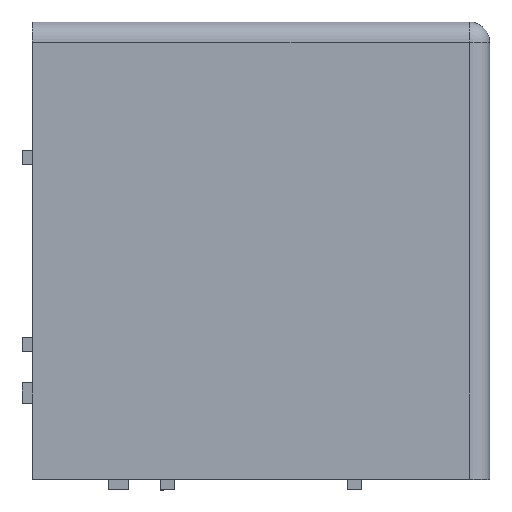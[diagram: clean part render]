
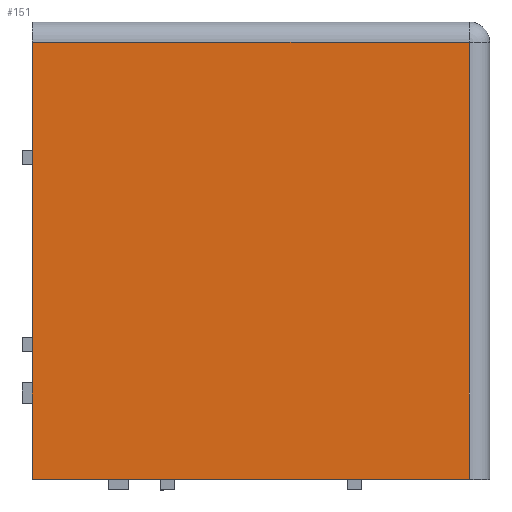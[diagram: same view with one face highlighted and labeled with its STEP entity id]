
A CAD part, top view. The second image highlights one B-rep face of the part: STEP entity #151.
In plain terms, the highlighted planar face has unit normal (0, 0, 1).
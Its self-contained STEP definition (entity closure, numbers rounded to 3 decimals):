
#151 = ADVANCED_FACE ( 'NONE', ( #6782 ), #706, .F. ) ;
#704 = CARTESIAN_POINT ( 'NONE',  ( 19.996, 26.032, 24.5 ) ) ;
#706 = PLANE ( 'NONE',  #3518 ) ;
#709 = DIRECTION ( 'NONE',  ( 0., 0., -1. ) ) ;
#710 = DIRECTION ( 'NONE',  ( 0., -1., 0. ) ) ;
#2532 = EDGE_CURVE ( 'NONE', #8699, #8695, #5179, .T. ) ;
#2536 = EDGE_CURVE ( 'NONE', #8695, #8494, #5186, .T. ) ;
#2537 = EDGE_CURVE ( 'NONE', #8494, #8714, #5187, .T. ) ;
#2538 = EDGE_CURVE ( 'NONE', #8699, #8714, #5189, .T. ) ;
#3518 = AXIS2_PLACEMENT_3D ( 'NONE', #704, #709, #710 ) ;
#4541 = CARTESIAN_POINT ( 'NONE',  ( 19.996, -18.968, 24.5 ) ) ;
#4542 = DIRECTION ( 'NONE',  ( 1., 0., 0. ) ) ;
#4548 = DIRECTION ( 'NONE',  ( 0., 1., 0. ) ) ;
#4553 = CARTESIAN_POINT ( 'NONE',  ( 20.996, 26.032, 24.5 ) ) ;
#4562 = CARTESIAN_POINT ( 'NONE',  ( 19.996, 24.032, 24.5 ) ) ;
#4563 = DIRECTION ( 'NONE',  ( -1., 0., 0. ) ) ;
#4564 = CARTESIAN_POINT ( 'NONE',  ( -22.004, 26.032, 24.5 ) ) ;
#4565 = DIRECTION ( 'NONE',  ( 0., 1., 0. ) ) ;
#5179 = LINE ( 'NONE', #4541, #5181 ) ;
#5181 = VECTOR ( 'NONE', #4542, 1000. ) ;
#5186 = LINE ( 'NONE', #4553, #5188 ) ;
#5187 = LINE ( 'NONE', #4562, #5190 ) ;
#5188 = VECTOR ( 'NONE', #4548, 1000. ) ;
#5189 = LINE ( 'NONE', #4564, #5192 ) ;
#5190 = VECTOR ( 'NONE', #4563, 1000. ) ;
#5192 = VECTOR ( 'NONE', #4565, 1000. ) ;
#6456 = CARTESIAN_POINT ( 'NONE',  ( 20.996, 24.032, 24.5 ) ) ;
#6782 = FACE_OUTER_BOUND ( 'NONE', #8230, .T. ) ;
#7975 = ORIENTED_EDGE ( 'NONE', *, *, #2532, .T. ) ;
#7976 = ORIENTED_EDGE ( 'NONE', *, *, #2536, .T. ) ;
#7977 = ORIENTED_EDGE ( 'NONE', *, *, #2537, .T. ) ;
#7978 = ORIENTED_EDGE ( 'NONE', *, *, #2538, .F. ) ;
#8230 = EDGE_LOOP ( 'NONE', ( #7975, #7976, #7977, #7978 ) ) ;
#8494 = VERTEX_POINT ( 'NONE', #6456 ) ;
#8695 = VERTEX_POINT ( 'NONE', #9110 ) ;
#8699 = VERTEX_POINT ( 'NONE', #9114 ) ;
#8714 = VERTEX_POINT ( 'NONE', #9129 ) ;
#9110 = CARTESIAN_POINT ( 'NONE',  ( 20.996, -18.968, 24.5 ) ) ;
#9114 = CARTESIAN_POINT ( 'NONE',  ( -22.004, -18.968, 24.5 ) ) ;
#9129 = CARTESIAN_POINT ( 'NONE',  ( -22.004, 24.032, 24.5 ) ) ;
